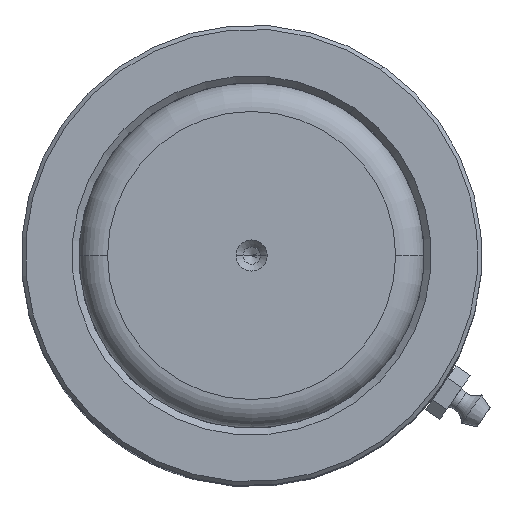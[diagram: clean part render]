
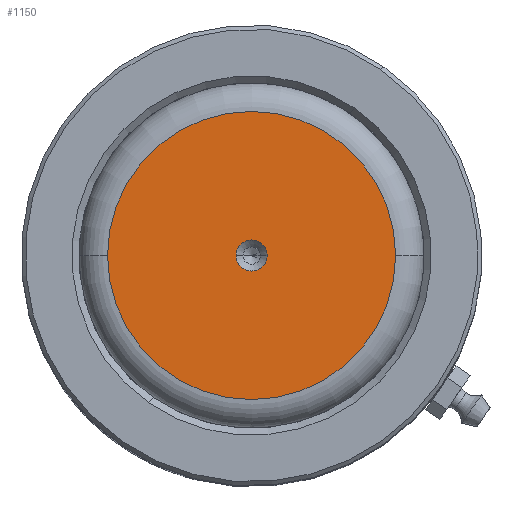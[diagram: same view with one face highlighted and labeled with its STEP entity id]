
A CAD part, top view. The second image highlights one B-rep face of the part: STEP entity #1150.
In plain terms, the highlighted planar face has unit normal (0, 0, 1).
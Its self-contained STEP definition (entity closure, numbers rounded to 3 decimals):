
#1150 = ADVANCED_FACE ( 'NONE', ( #8792, #3841 ), #7624, .T. ) ;
#1160 = CARTESIAN_POINT ( 'NONE',  ( 0., 0., 202. ) ) ;
#1279 = CIRCLE ( 'NONE', #7589, 2.7 ) ;
#1345 = DIRECTION ( 'NONE',  ( 1., 0., 0. ) ) ;
#1490 = AXIS2_PLACEMENT_3D ( 'NONE', #7298, #2954, #1513 ) ;
#1513 = DIRECTION ( 'NONE',  ( 1., 0., 0. ) ) ;
#1576 = EDGE_LOOP ( 'NONE', ( #6747, #3765 ) ) ;
#2212 = VERTEX_POINT ( 'NONE', #7316 ) ;
#2231 = CARTESIAN_POINT ( 'NONE',  ( 2.7, 0., 202. ) ) ;
#2252 = CIRCLE ( 'NONE', #1490, 2.7 ) ;
#2257 = VERTEX_POINT ( 'NONE', #2303 ) ;
#2286 = CARTESIAN_POINT ( 'NONE',  ( 0., 0., 202. ) ) ;
#2303 = CARTESIAN_POINT ( 'NONE',  ( -25.017, 0., 202. ) ) ;
#2589 = AXIS2_PLACEMENT_3D ( 'NONE', #2673, #2611, #6921 ) ;
#2611 = DIRECTION ( 'NONE',  ( 0., 0., 1. ) ) ;
#2673 = CARTESIAN_POINT ( 'NONE',  ( 0., 0., 202. ) ) ;
#2746 = DIRECTION ( 'NONE',  ( 0., 0., 1. ) ) ;
#2954 = DIRECTION ( 'NONE',  ( 0., 0., 1. ) ) ;
#3171 = VERTEX_POINT ( 'NONE', #7287 ) ;
#3181 = EDGE_LOOP ( 'NONE', ( #7079, #4779 ) ) ;
#3234 = CIRCLE ( 'NONE', #8628, 25.017 ) ;
#3352 = EDGE_CURVE ( 'NONE', #3171, #6862, #1279, .T. ) ;
#3765 = ORIENTED_EDGE ( 'NONE', *, *, #3352, .F. ) ;
#3841 = FACE_OUTER_BOUND ( 'NONE', #3181, .T. ) ;
#3867 = EDGE_CURVE ( 'NONE', #2257, #2212, #6755, .T. ) ;
#4171 = CARTESIAN_POINT ( 'NONE',  ( 0., 0., 202. ) ) ;
#4507 = DIRECTION ( 'NONE',  ( 0., 0., 1. ) ) ;
#4558 = AXIS2_PLACEMENT_3D ( 'NONE', #2286, #4507, #7389 ) ;
#4779 = ORIENTED_EDGE ( 'NONE', *, *, #3867, .T. ) ;
#5465 = EDGE_CURVE ( 'NONE', #6862, #3171, #2252, .T. ) ;
#6747 = ORIENTED_EDGE ( 'NONE', *, *, #5465, .F. ) ;
#6755 = CIRCLE ( 'NONE', #4558, 25.017 ) ;
#6862 = VERTEX_POINT ( 'NONE', #2231 ) ;
#6921 = DIRECTION ( 'NONE',  ( 1., 0., 0. ) ) ;
#7079 = ORIENTED_EDGE ( 'NONE', *, *, #7211, .T. ) ;
#7211 = EDGE_CURVE ( 'NONE', #2212, #2257, #3234, .T. ) ;
#7287 = CARTESIAN_POINT ( 'NONE',  ( -2.7, 0., 202. ) ) ;
#7298 = CARTESIAN_POINT ( 'NONE',  ( 0., 0., 202. ) ) ;
#7316 = CARTESIAN_POINT ( 'NONE',  ( 25.017, 0., 202. ) ) ;
#7389 = DIRECTION ( 'NONE',  ( 1., 0., 0. ) ) ;
#7589 = AXIS2_PLACEMENT_3D ( 'NONE', #1160, #2746, #7774 ) ;
#7624 = PLANE ( 'NONE',  #2589 ) ;
#7774 = DIRECTION ( 'NONE',  ( 1., 0., 0. ) ) ;
#8628 = AXIS2_PLACEMENT_3D ( 'NONE', #4171, #9203, #1345 ) ;
#8792 = FACE_BOUND ( 'NONE', #1576, .T. ) ;
#9203 = DIRECTION ( 'NONE',  ( 0., 0., 1. ) ) ;
